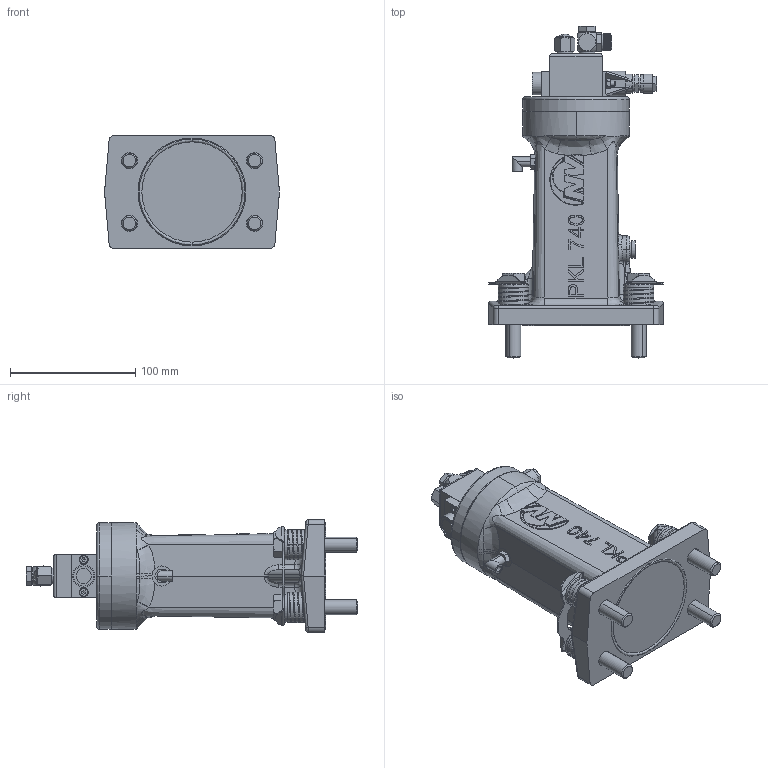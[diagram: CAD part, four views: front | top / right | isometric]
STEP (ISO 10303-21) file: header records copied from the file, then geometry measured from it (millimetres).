
FILE_DESCRIPTION (( 'STEP AP214' ), '1' );
FILE_NAME ('PKL 740.STEP', '2015-09-25T09:24:05', ( 'Netter' ), ( 'Microsoft' ), 'SwSTEP 2.0', 'SolidWorks 2015', '' );
FILE_SCHEMA (( 'AUTOMOTIVE_DESIGN' ));
Length unit declared in the file: millimetre
Products named in the file (1): PKL 740
Bounding box: 139.57 x 264.91 x 90 mm (x, y, z)
Volume: 1129371 mm3; surface area: 176004.1 mm2
Topology: 40 solids, 44 shells, 2861 faces, 7456 edges, 4721 vertices
Faces by surface type: cone 990, cylinder 842, plane 758, bspline 171, torus 87, sphere 13
Entity records: 98157 total; most frequent: CARTESIAN_POINT 31023, ORIENTED_EDGE 14838, DIRECTION 12765, EDGE_CURVE 7419, AXIS2_PLACEMENT_3D 5164, VERTEX_POINT 4718, EDGE_LOOP 3013, FACE_OUTER_BOUND 2861
